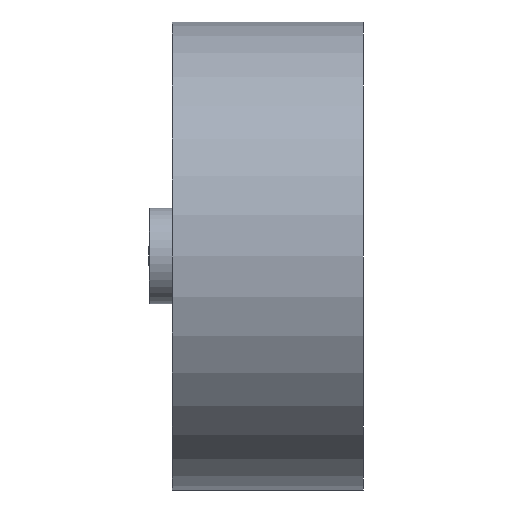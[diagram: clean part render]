
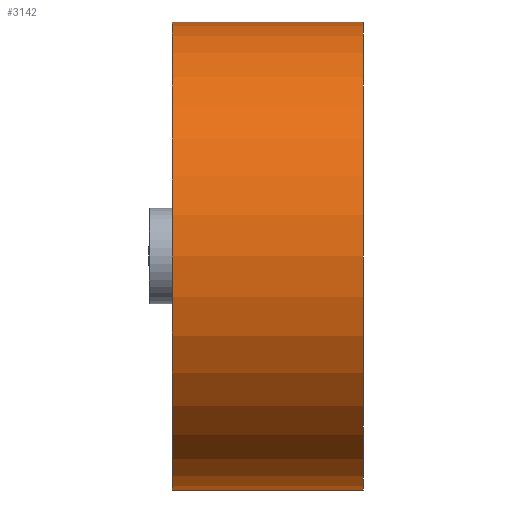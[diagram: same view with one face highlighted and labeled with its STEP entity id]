
A CAD part, left-side view. The second image highlights one B-rep face of the part: STEP entity #3142.
In plain terms, the highlighted cylindrical face has radius 49 mm (diameter 98 mm), a full revolution.
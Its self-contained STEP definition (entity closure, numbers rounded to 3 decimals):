
#241=B_SPLINE_CURVE_WITH_KNOTS('',3,(#8000,#8001,#8002,#8003,#8004,#8005,
#8006,#8007,#8008,#8009,#8010,#8011,#8012,#8013,#8014,#8015,#8016,#8017),
 .UNSPECIFIED.,.F.,.F.,(4,2,2,2,2,2,2,2,4),(1.359,1.699,
2.039,2.379,2.719,3.059,3.399,
3.738,4.078),.UNSPECIFIED.);
#242=B_SPLINE_CURVE_WITH_KNOTS('',3,(#8019,#8020,#8021,#8022,#8023,#8024,
#8025,#8026,#8027,#8028),.UNSPECIFIED.,.F.,.F.,(4,2,2,2,4),(5.438,
5.777,6.117,6.457,6.797),
 .UNSPECIFIED.);
#243=B_SPLINE_CURVE_WITH_KNOTS('',3,(#8032,#8033,#8034,#8035,#8036,#8037,
#8038,#8039,#8040,#8041),.UNSPECIFIED.,.F.,.F.,(4,2,2,2,4),(4.078,
4.418,4.758,5.098,5.438),
 .UNSPECIFIED.);
#286=FACE_BOUND('',#699,.T.);
#505=FACE_OUTER_BOUND('',#698,.T.);
#698=EDGE_LOOP('',(#2785,#2786,#2787,#2788));
#699=EDGE_LOOP('',(#2789,#2790,#2791));
#885=LINE('',#12525,#1063);
#1063=VECTOR('',#4012,49.);
#1109=CIRCLE('',#3382,49.);
#1110=CIRCLE('',#3383,49.);
#1389=VERTEX_POINT('',#7998);
#1390=VERTEX_POINT('',#7999);
#1391=VERTEX_POINT('',#8018);
#1407=VERTEX_POINT('',#12522);
#1408=VERTEX_POINT('',#12524);
#1821=EDGE_CURVE('',#1389,#1390,#241,.T.);
#1822=EDGE_CURVE('',#1391,#1389,#242,.T.);
#1825=EDGE_CURVE('',#1390,#1391,#243,.T.);
#1874=EDGE_CURVE('',#1407,#1407,#1109,.T.);
#1875=EDGE_CURVE('',#1407,#1408,#885,.T.);
#1876=EDGE_CURVE('',#1408,#1408,#1110,.T.);
#2785=ORIENTED_EDGE('',*,*,#1874,.F.);
#2786=ORIENTED_EDGE('',*,*,#1875,.T.);
#2787=ORIENTED_EDGE('',*,*,#1876,.T.);
#2788=ORIENTED_EDGE('',*,*,#1875,.F.);
#2789=ORIENTED_EDGE('',*,*,#1821,.T.);
#2790=ORIENTED_EDGE('',*,*,#1825,.T.);
#2791=ORIENTED_EDGE('',*,*,#1822,.T.);
#2957=CYLINDRICAL_SURFACE('',#3381,49.);
#3142=ADVANCED_FACE('',(#505,#286),#2957,.T.);
#3381=AXIS2_PLACEMENT_3D('',#12521,#4008,#4009);
#3382=AXIS2_PLACEMENT_3D('',#12523,#4010,#4011);
#3383=AXIS2_PLACEMENT_3D('',#12526,#4013,#4014);
#4008=DIRECTION('center_axis',(0.,1.,0.));
#4009=DIRECTION('ref_axis',(1.,0.,0.));
#4010=DIRECTION('center_axis',(0.,1.,0.));
#4011=DIRECTION('ref_axis',(1.,0.,0.));
#4012=DIRECTION('',(0.,-1.,0.));
#4013=DIRECTION('center_axis',(0.,1.,0.));
#4014=DIRECTION('ref_axis',(1.,0.,0.));
#7998=CARTESIAN_POINT('',(49.,29.,0.));
#7999=CARTESIAN_POINT('',(49.,11.,0.));
#8000=CARTESIAN_POINT('Ctrl Pts',(49.,29.,0.));
#8001=CARTESIAN_POINT('Ctrl Pts',(49.,29.,-1.133));
#8002=CARTESIAN_POINT('Ctrl Pts',(48.957,28.773,-2.339));
#8003=CARTESIAN_POINT('Ctrl Pts',(48.8,27.854,-4.556));
#8004=CARTESIAN_POINT('Ctrl Pts',(48.689,27.162,-5.566));
#8005=CARTESIAN_POINT('Ctrl Pts',(48.48,25.566,-7.162));
#8006=CARTESIAN_POINT('Ctrl Pts',(48.369,24.556,-7.854));
#8007=CARTESIAN_POINT('Ctrl Pts',(48.21,22.339,-8.773));
#8008=CARTESIAN_POINT('Ctrl Pts',(48.166,21.133,-9.));
#8009=CARTESIAN_POINT('Ctrl Pts',(48.166,18.867,-9.));
#8010=CARTESIAN_POINT('Ctrl Pts',(48.21,17.661,-8.773));
#8011=CARTESIAN_POINT('Ctrl Pts',(48.369,15.444,-7.854));
#8012=CARTESIAN_POINT('Ctrl Pts',(48.48,14.434,-7.162));
#8013=CARTESIAN_POINT('Ctrl Pts',(48.689,12.838,-5.566));
#8014=CARTESIAN_POINT('Ctrl Pts',(48.8,12.146,-4.556));
#8015=CARTESIAN_POINT('Ctrl Pts',(48.957,11.227,-2.339));
#8016=CARTESIAN_POINT('Ctrl Pts',(49.,11.,-1.133));
#8017=CARTESIAN_POINT('Ctrl Pts',(49.,11.,0.));
#8018=CARTESIAN_POINT('',(48.166,20.,9.));
#8019=CARTESIAN_POINT('Ctrl Pts',(48.166,20.,9.));
#8020=CARTESIAN_POINT('Ctrl Pts',(48.166,21.133,9.));
#8021=CARTESIAN_POINT('Ctrl Pts',(48.21,22.339,8.773));
#8022=CARTESIAN_POINT('Ctrl Pts',(48.369,24.556,7.854));
#8023=CARTESIAN_POINT('Ctrl Pts',(48.48,25.566,7.162));
#8024=CARTESIAN_POINT('Ctrl Pts',(48.689,27.162,5.566));
#8025=CARTESIAN_POINT('Ctrl Pts',(48.8,27.854,4.556));
#8026=CARTESIAN_POINT('Ctrl Pts',(48.957,28.773,2.339));
#8027=CARTESIAN_POINT('Ctrl Pts',(49.,29.,1.133));
#8028=CARTESIAN_POINT('Ctrl Pts',(49.,29.,0.));
#8032=CARTESIAN_POINT('Ctrl Pts',(49.,11.,0.));
#8033=CARTESIAN_POINT('Ctrl Pts',(49.,11.,1.133));
#8034=CARTESIAN_POINT('Ctrl Pts',(48.957,11.227,2.339));
#8035=CARTESIAN_POINT('Ctrl Pts',(48.8,12.146,4.556));
#8036=CARTESIAN_POINT('Ctrl Pts',(48.689,12.838,5.566));
#8037=CARTESIAN_POINT('Ctrl Pts',(48.48,14.434,7.162));
#8038=CARTESIAN_POINT('Ctrl Pts',(48.369,15.444,7.854));
#8039=CARTESIAN_POINT('Ctrl Pts',(48.21,17.661,8.773));
#8040=CARTESIAN_POINT('Ctrl Pts',(48.166,18.867,9.));
#8041=CARTESIAN_POINT('Ctrl Pts',(48.166,20.,9.));
#12521=CARTESIAN_POINT('Origin',(0.,0.,0.));
#12522=CARTESIAN_POINT('',(-49.,40.,0.));
#12523=CARTESIAN_POINT('Origin',(0.,40.,0.));
#12524=CARTESIAN_POINT('',(-49.,0.,0.));
#12525=CARTESIAN_POINT('',(-49.,0.,0.));
#12526=CARTESIAN_POINT('Origin',(0.,0.,0.));
